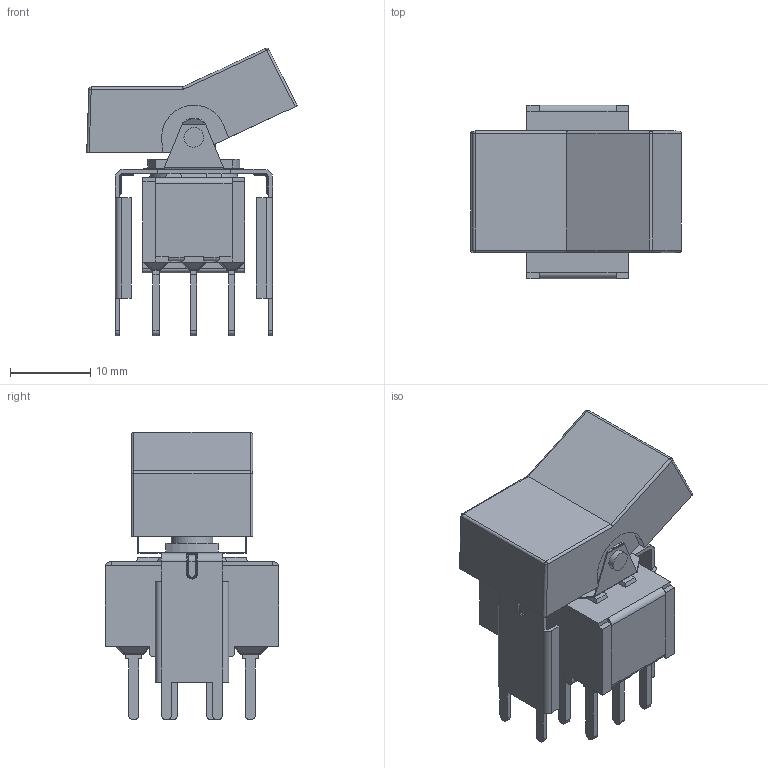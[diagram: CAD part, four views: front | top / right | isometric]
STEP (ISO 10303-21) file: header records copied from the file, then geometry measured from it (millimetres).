
FILE_DESCRIPTION(/* description */ (''),/* implementation_level */ '2;1');
FILE_NAME(/* name */ '3004PxJ3xxxVS5xE.stp',/* time_stamp */ '2025-05-02T15:34:44-05:00',/* author */ ('mroman'),/* organization */ (''),/* preprocessor_version */ 'ST-DEVELOPER v18.1',/* originating_system */ 'Autodesk Inventor 2022',/* authorisation */ '');
FILE_SCHEMA (('AUTOMOTIVE_DESIGN { 1 0 10303 214 3 1 1 }'));
Length unit declared in the file: inch
Products named in the file (1): 3004PxJ3xxxVS5xE
Bounding box: 26.16 x 21.59 x 35.77 mm (x, y, z)
Volume: 4747.2 mm3; surface area: 5043.8 mm2
Topology: 1 solids, 1 shells, 710 faces, 1824 edges, 1086 vertices
Faces by surface type: plane 405, cylinder 219, sphere 52, torus 32, cone 2
Full cylindrical faces by diameter (mm): 2.45 x4, 3.2 x1, 5.2 x1
Entity records: 20884 total; most frequent: DIRECTION 3674, CARTESIAN_POINT 3628, ORIENTED_EDGE 3544, EDGE_CURVE 1772, LINE 1260, VECTOR 1260, AXIS2_PLACEMENT_3D 1207, VERTEX_POINT 1086
